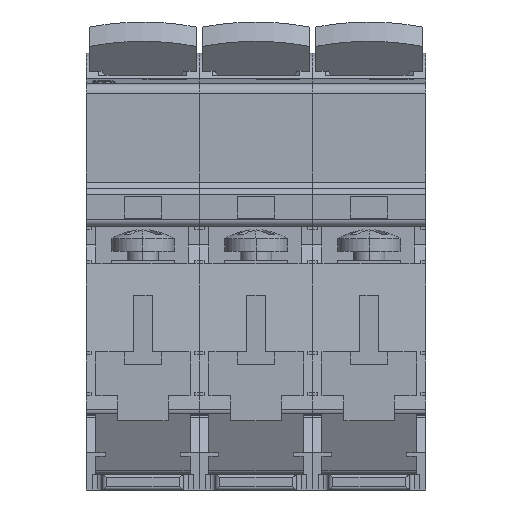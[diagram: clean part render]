
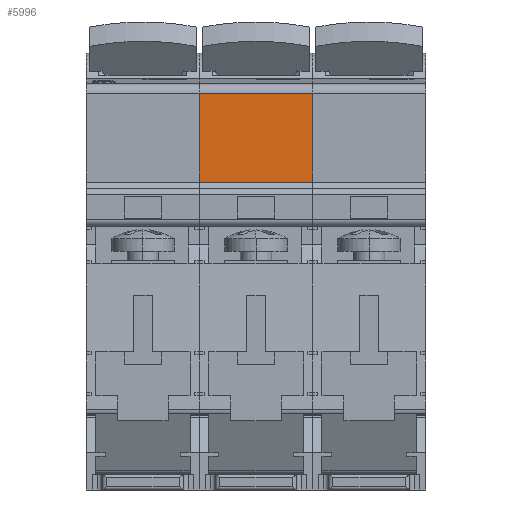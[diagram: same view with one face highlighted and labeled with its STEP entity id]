
A CAD part, front view. The second image highlights one B-rep face of the part: STEP entity #5996.
In plain terms, the highlighted face is planar.
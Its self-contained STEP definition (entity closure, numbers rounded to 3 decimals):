
#502=DIRECTION('',(0.,0.,-1.));
#503=VECTOR('',#502,14.126);
#504=CARTESIAN_POINT('',(-22.5,-9.,63.126));
#505=LINE('',#504,#503);
#1488=DIRECTION('',(0.,-1.,0.));
#1489=VECTOR('',#1488,18.);
#1490=CARTESIAN_POINT('',(-22.5,9.,49.));
#1491=LINE('',#1490,#1489);
#1492=DIRECTION('',(0.,0.,-1.));
#1493=VECTOR('',#1492,14.126);
#1494=CARTESIAN_POINT('',(-22.5,9.,63.126));
#1495=LINE('',#1494,#1493);
#1496=DIRECTION('',(0.,-1.,0.));
#1497=VECTOR('',#1496,18.);
#1498=CARTESIAN_POINT('',(-22.5,9.,63.126));
#1499=LINE('',#1498,#1497);
#3293=CARTESIAN_POINT('',(-22.5,9.,49.));
#3294=VERTEX_POINT('',#3293);
#3295=CARTESIAN_POINT('',(-22.5,9.,63.126));
#3296=VERTEX_POINT('',#3295);
#3529=CARTESIAN_POINT('',(-22.5,-9.,63.126));
#3530=CARTESIAN_POINT('',(-22.5,-9.,49.));
#3531=VERTEX_POINT('',#3529);
#3532=VERTEX_POINT('',#3530);
#5984=CARTESIAN_POINT('',(-22.5,-9.,64.5));
#5985=DIRECTION('',(-1.,0.,0.));
#5986=DIRECTION('',(0.,0.,1.));
#5987=AXIS2_PLACEMENT_3D('',#5984,#5985,#5986);
#5988=PLANE('',#5987);
#5989=ORIENTED_EDGE('',*,*,#4393,.T.);
#5990=ORIENTED_EDGE('',*,*,#5970,.F.);
#5991=ORIENTED_EDGE('',*,*,#4182,.F.);
#5993=ORIENTED_EDGE('',*,*,#5992,.T.);
#5994=EDGE_LOOP('',(#5989,#5990,#5991,#5993));
#5995=FACE_OUTER_BOUND('',#5994,.F.);
#4182=EDGE_CURVE('',#3296,#3294,#1495,.T.);
#4393=EDGE_CURVE('',#3531,#3532,#505,.T.);
#5970=EDGE_CURVE('',#3294,#3532,#1491,.T.);
#5992=EDGE_CURVE('',#3296,#3531,#1499,.T.);
#5996=ADVANCED_FACE('',(#5995),#5988,.T.);
